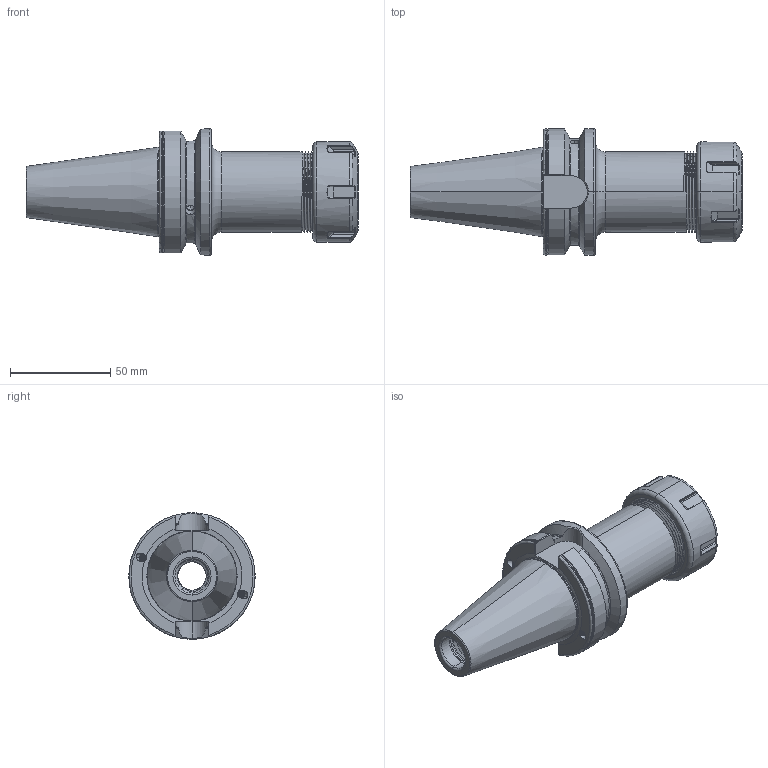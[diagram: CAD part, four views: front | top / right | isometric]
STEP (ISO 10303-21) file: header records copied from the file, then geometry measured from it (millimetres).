
FILE_DESCRIPTION (( 'STEP AP203' ), '1' );
FILE_NAME ('DC.406.02.20.1.STEP', '2017-10-18T01:57:27', ( '' ), ( '' ), 'SwSTEP 2.0', 'SolidWorks 2012', '' );
FILE_SCHEMA (( 'CONFIG_CONTROL_DESIGN' ));
Length unit declared in the file: millimetre
Products named in the file (3): DC.406.02.20.1; 2-01.100.0320230C7_ER32螺帽(六溝)
Assembly tree (2 placements, depth 2):
  DC.406.02.20.1
    DC.406.02.20.1
    2-01.100.0320230C7_ER32螺帽(六溝)
Bounding box: 165.4 x 63 x 63 mm (x, y, z)
Volume: 185208.7 mm3; surface area: 48070.7 mm2
Topology: 2 solids, 2 shells, 413 faces, 1059 edges, 651 vertices
Faces by surface type: cylinder 160, bspline 81, plane 76, torus 66, cone 30
Entity records: 28127 total; most frequent: CARTESIAN_POINT 19254, ORIENTED_EDGE 2118, DIRECTION 1390, EDGE_CURVE 1059, VERTEX_POINT 651, AXIS2_PLACEMENT_3D 555, EDGE_LOOP 426, FACE_OUTER_BOUND 413
